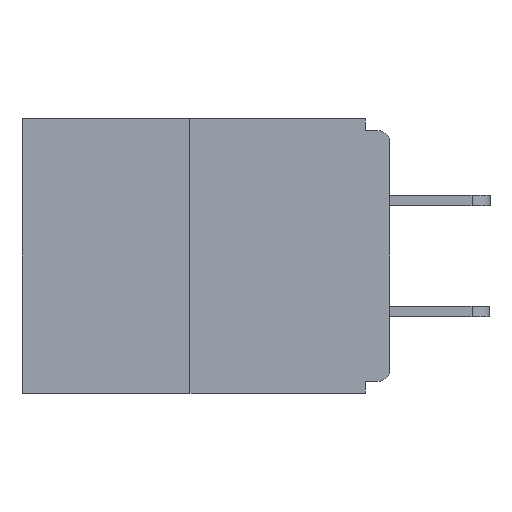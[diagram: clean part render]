
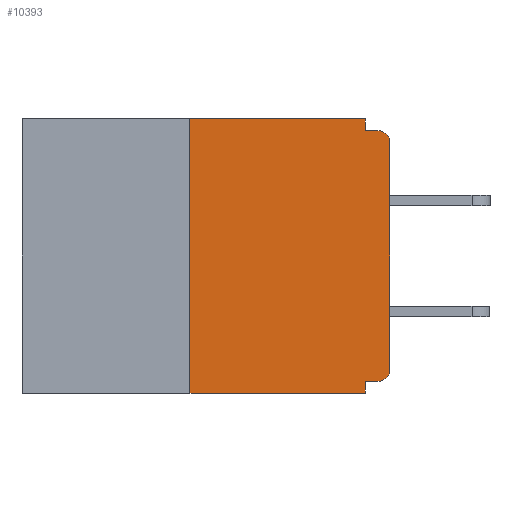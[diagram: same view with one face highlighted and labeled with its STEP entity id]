
A CAD part, left-side view. The second image highlights one B-rep face of the part: STEP entity #10393.
In plain terms, the highlighted planar face has unit normal (-1, 0, 0).
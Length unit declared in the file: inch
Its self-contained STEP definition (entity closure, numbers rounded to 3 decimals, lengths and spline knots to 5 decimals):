
#249 = EDGE_CURVE ( 'NONE', #16379, #8786, #4189, .T. ) ;
#541 = EDGE_CURVE ( 'NONE', #7059, #13903, #15170, .T. ) ;
#669 = VECTOR ( 'NONE', #15012, 39.37008 ) ;
#783 = CARTESIAN_POINT ( 'NONE',  ( 0., 0.031, -0.343 ) ) ;
#1263 = DIRECTION ( 'NONE',  ( 1., 0., 0. ) ) ;
#1361 = CIRCLE ( 'NONE', #14430, 0.015 ) ;
#1561 = VECTOR ( 'NONE', #14254, 39.37008 ) ;
#1740 = VERTEX_POINT ( 'NONE', #4899 ) ;
#1843 = EDGE_CURVE ( 'NONE', #8789, #5273, #6376, .T. ) ;
#2436 = CARTESIAN_POINT ( 'NONE',  ( 0., 0.46, 0. ) ) ;
#2459 = LINE ( 'NONE', #9064, #2852 ) ;
#2535 = CARTESIAN_POINT ( 'NONE',  ( 0., 0.25, -0.343 ) ) ;
#2651 = DIRECTION ( 'NONE',  ( 0., 0., -1. ) ) ;
#2739 = VECTOR ( 'NONE', #14509, 39.37008 ) ;
#2852 = VECTOR ( 'NONE', #2651, 39.37008 ) ;
#2992 = CARTESIAN_POINT ( 'NONE',  ( 0., 0.46, 0. ) ) ;
#3382 = CARTESIAN_POINT ( 'NONE',  ( 0., 0.015, -0.313 ) ) ;
#3653 = LINE ( 'NONE', #14923, #16429 ) ;
#3866 = DIRECTION ( 'NONE',  ( 0., -1., 0. ) ) ;
#4107 = EDGE_CURVE ( 'NONE', #13407, #5273, #4858, .T. ) ;
#4175 = DIRECTION ( 'NONE',  ( 0., -1., 0. ) ) ;
#4189 = LINE ( 'NONE', #2992, #14156 ) ;
#4453 = EDGE_CURVE ( 'NONE', #8786, #4501, #2459, .T. ) ;
#4501 = VERTEX_POINT ( 'NONE', #5238 ) ;
#4675 = VECTOR ( 'NONE', #3866, 39.37008 ) ;
#4858 = LINE ( 'NONE', #12386, #669 ) ;
#4899 = CARTESIAN_POINT ( 'NONE',  ( 0., 0., -0.313 ) ) ;
#4907 = EDGE_CURVE ( 'NONE', #1740, #7059, #3653, .T. ) ;
#4983 = VECTOR ( 'NONE', #15934, 39.37008 ) ;
#5169 = CARTESIAN_POINT ( 'NONE',  ( 0., 0., -0.03 ) ) ;
#5238 = CARTESIAN_POINT ( 'NONE',  ( 0., 0.031, -0.015 ) ) ;
#5273 = VERTEX_POINT ( 'NONE', #783 ) ;
#5518 = CARTESIAN_POINT ( 'NONE',  ( 0., 0., -0.328 ) ) ;
#5707 = ORIENTED_EDGE ( 'NONE', *, *, #12687, .T. ) ;
#5833 = FACE_OUTER_BOUND ( 'NONE', #12096, .T. ) ;
#6376 = LINE ( 'NONE', #6535, #2739 ) ;
#6535 = CARTESIAN_POINT ( 'NONE',  ( 0., 0.031, -0.343 ) ) ;
#7030 = EDGE_CURVE ( 'NONE', #13407, #16379, #9042, .T. ) ;
#7059 = VERTEX_POINT ( 'NONE', #5169 ) ;
#7323 = DIRECTION ( 'NONE',  ( 0., 0., -1. ) ) ;
#8786 = VERTEX_POINT ( 'NONE', #15609 ) ;
#8789 = VERTEX_POINT ( 'NONE', #10295 ) ;
#9042 = LINE ( 'NONE', #15624, #1561 ) ;
#9064 = CARTESIAN_POINT ( 'NONE',  ( 0., 0.031, 0. ) ) ;
#9086 = CARTESIAN_POINT ( 'NONE',  ( 0., 0.25, 0. ) ) ;
#9135 = ORIENTED_EDGE ( 'NONE', *, *, #16753, .F. ) ;
#9413 = DIRECTION ( 'NONE',  ( 0., 0., 1. ) ) ;
#9625 = AXIS2_PLACEMENT_3D ( 'NONE', #15296, #12746, #7323 ) ;
#10295 = CARTESIAN_POINT ( 'NONE',  ( 0., 0.031, -0.328 ) ) ;
#10393 = ADVANCED_FACE ( 'NONE', ( #5833 ), #15583, .F. ) ;
#11090 = DIRECTION ( 'NONE',  ( 0., 0., -1. ) ) ;
#11581 = CARTESIAN_POINT ( 'NONE',  ( 0., 0., -0.015 ) ) ;
#11710 = VERTEX_POINT ( 'NONE', #13734 ) ;
#12096 = EDGE_LOOP ( 'NONE', ( #14901, #14053, #15002, #15994, #16661, #5707, #16619, #12980, #9135, #13345 ) ) ;
#12386 = CARTESIAN_POINT ( 'NONE',  ( 0., 0.46, -0.343 ) ) ;
#12467 = DIRECTION ( 'NONE',  ( -1., 0., 0. ) ) ;
#12687 = EDGE_CURVE ( 'NONE', #11710, #1740, #1361, .T. ) ;
#12746 = DIRECTION ( 'NONE',  ( -1., 0., 0. ) ) ;
#12980 = ORIENTED_EDGE ( 'NONE', *, *, #541, .T. ) ;
#12983 = CARTESIAN_POINT ( 'NONE',  ( 0., 0.015, -0.015 ) ) ;
#13345 = ORIENTED_EDGE ( 'NONE', *, *, #4453, .F. ) ;
#13407 = VERTEX_POINT ( 'NONE', #2535 ) ;
#13734 = CARTESIAN_POINT ( 'NONE',  ( 0., 0.015, -0.328 ) ) ;
#13903 = VERTEX_POINT ( 'NONE', #12983 ) ;
#14053 = ORIENTED_EDGE ( 'NONE', *, *, #7030, .F. ) ;
#14156 = VECTOR ( 'NONE', #4175, 39.37008 ) ;
#14235 = LINE ( 'NONE', #11581, #4675 ) ;
#14254 = DIRECTION ( 'NONE',  ( 0., 0., 1. ) ) ;
#14430 = AXIS2_PLACEMENT_3D ( 'NONE', #3382, #12467, #11090 ) ;
#14474 = EDGE_CURVE ( 'NONE', #11710, #8789, #14735, .T. ) ;
#14509 = DIRECTION ( 'NONE',  ( 0., 0., -1. ) ) ;
#14735 = LINE ( 'NONE', #5518, #4983 ) ;
#14901 = ORIENTED_EDGE ( 'NONE', *, *, #249, .F. ) ;
#14923 = CARTESIAN_POINT ( 'NONE',  ( 0., 0., 0. ) ) ;
#15002 = ORIENTED_EDGE ( 'NONE', *, *, #4107, .T. ) ;
#15012 = DIRECTION ( 'NONE',  ( 0., -1., 0. ) ) ;
#15170 = CIRCLE ( 'NONE', #9625, 0.015 ) ;
#15296 = CARTESIAN_POINT ( 'NONE',  ( 0., 0.015, -0.03 ) ) ;
#15380 = DIRECTION ( 'NONE',  ( 0., 0., -1. ) ) ;
#15583 = PLANE ( 'NONE',  #16689 ) ;
#15609 = CARTESIAN_POINT ( 'NONE',  ( 0., 0.031, 0. ) ) ;
#15624 = CARTESIAN_POINT ( 'NONE',  ( 0., 0.25, 0. ) ) ;
#15934 = DIRECTION ( 'NONE',  ( 0., 1., 0. ) ) ;
#15994 = ORIENTED_EDGE ( 'NONE', *, *, #1843, .F. ) ;
#16379 = VERTEX_POINT ( 'NONE', #9086 ) ;
#16429 = VECTOR ( 'NONE', #9413, 39.37008 ) ;
#16619 = ORIENTED_EDGE ( 'NONE', *, *, #4907, .T. ) ;
#16661 = ORIENTED_EDGE ( 'NONE', *, *, #14474, .F. ) ;
#16689 = AXIS2_PLACEMENT_3D ( 'NONE', #2436, #1263, #15380 ) ;
#16753 = EDGE_CURVE ( 'NONE', #4501, #13903, #14235, .T. ) ;
